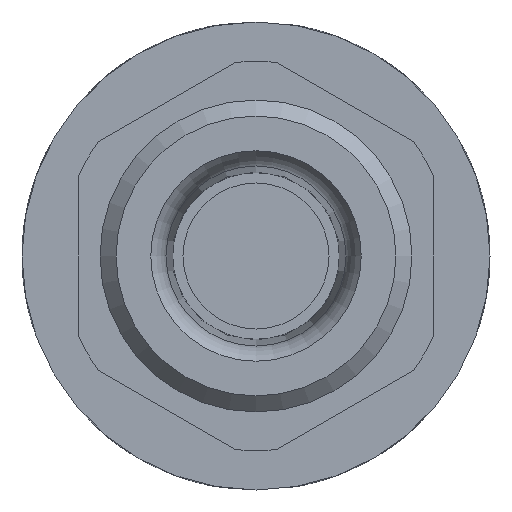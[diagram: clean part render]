
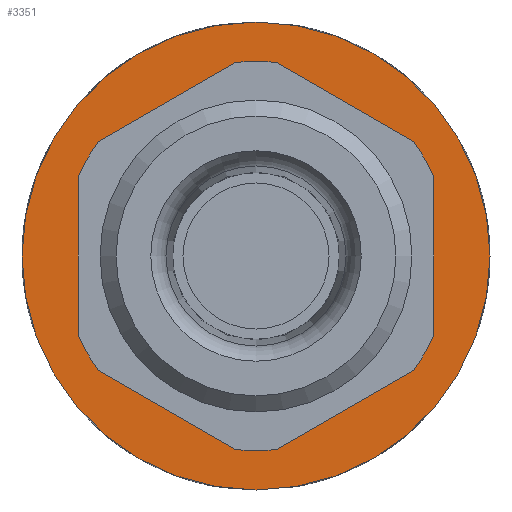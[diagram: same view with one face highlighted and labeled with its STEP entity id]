
A CAD part, front view. The second image highlights one B-rep face of the part: STEP entity #3351.
In plain terms, the highlighted planar face has unit normal (0, -1, 0).
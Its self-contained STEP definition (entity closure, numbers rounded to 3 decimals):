
#22=PLANE('',#3571);
#144=LINE('',#5282,#308);
#145=LINE('',#5283,#309);
#146=LINE('',#5284,#310);
#147=LINE('',#5285,#311);
#148=LINE('',#5286,#312);
#149=LINE('',#5287,#313);
#308=VECTOR('',#3945,1000.);
#309=VECTOR('',#3946,1000.);
#310=VECTOR('',#3947,1000.);
#311=VECTOR('',#3948,1000.);
#312=VECTOR('',#3949,1000.);
#313=VECTOR('',#3950,1000.);
#862=ORIENTED_EDGE('',*,*,#1517,.T.);
#863=ORIENTED_EDGE('',*,*,#1535,.F.);
#864=ORIENTED_EDGE('',*,*,#1566,.T.);
#865=ORIENTED_EDGE('',*,*,#1533,.F.);
#866=ORIENTED_EDGE('',*,*,#1567,.T.);
#867=ORIENTED_EDGE('',*,*,#1547,.F.);
#868=ORIENTED_EDGE('',*,*,#1568,.T.);
#869=ORIENTED_EDGE('',*,*,#1543,.F.);
#870=ORIENTED_EDGE('',*,*,#1569,.T.);
#871=ORIENTED_EDGE('',*,*,#1564,.F.);
#872=ORIENTED_EDGE('',*,*,#1570,.T.);
#873=ORIENTED_EDGE('',*,*,#1539,.F.);
#874=ORIENTED_EDGE('',*,*,#1571,.T.);
#1517=EDGE_CURVE('',#1880,#1880,#1987,.T.);
#1533=EDGE_CURVE('',#1888,#1886,#1989,.T.);
#1535=EDGE_CURVE('',#1889,#1891,#1990,.T.);
#1539=EDGE_CURVE('',#1893,#1895,#1992,.T.);
#1543=EDGE_CURVE('',#1897,#1899,#1994,.T.);
#1547=EDGE_CURVE('',#1901,#1903,#1996,.T.);
#1564=EDGE_CURVE('',#1913,#1914,#2005,.T.);
#1566=EDGE_CURVE('',#1889,#1886,#144,.T.);
#1567=EDGE_CURVE('',#1888,#1903,#145,.T.);
#1568=EDGE_CURVE('',#1901,#1899,#146,.T.);
#1569=EDGE_CURVE('',#1897,#1914,#147,.T.);
#1570=EDGE_CURVE('',#1913,#1895,#148,.T.);
#1571=EDGE_CURVE('',#1893,#1891,#149,.T.);
#1880=VERTEX_POINT('',#5181);
#1886=VERTEX_POINT('',#5205);
#1888=VERTEX_POINT('',#5209);
#1889=VERTEX_POINT('',#5213);
#1891=VERTEX_POINT('',#5216);
#1893=VERTEX_POINT('',#5222);
#1895=VERTEX_POINT('',#5225);
#1897=VERTEX_POINT('',#5231);
#1899=VERTEX_POINT('',#5234);
#1901=VERTEX_POINT('',#5240);
#1903=VERTEX_POINT('',#5243);
#1913=VERTEX_POINT('',#5277);
#1914=VERTEX_POINT('',#5279);
#1987=CIRCLE('',#3531,12.5);
#1989=CIRCLE('',#3542,10.4);
#1990=CIRCLE('',#3544,10.4);
#1992=CIRCLE('',#3547,10.4);
#1994=CIRCLE('',#3550,10.4);
#1996=CIRCLE('',#3553,10.4);
#2005=CIRCLE('',#3570,10.4);
#2066=EDGE_LOOP('',(#862));
#2067=EDGE_LOOP('',(#863,#864,#865,#866,#867,#868,#869,#870,#871,#872,#873,
#874));
#2244=FACE_BOUND('',#2066,.T.);
#2245=FACE_BOUND('',#2067,.T.);
#3351=ADVANCED_FACE('',(#2244,#2245),#22,.T.);
#3531=AXIS2_PLACEMENT_3D('',#5180,#3837,#3838);
#3542=AXIS2_PLACEMENT_3D('',#5210,#3869,#3870);
#3544=AXIS2_PLACEMENT_3D('',#5215,#3874,#3875);
#3547=AXIS2_PLACEMENT_3D('',#5224,#3882,#3883);
#3550=AXIS2_PLACEMENT_3D('',#5233,#3890,#3891);
#3553=AXIS2_PLACEMENT_3D('',#5242,#3898,#3899);
#3570=AXIS2_PLACEMENT_3D('',#5278,#3940,#3941);
#3571=AXIS2_PLACEMENT_3D('',#5281,#3943,#3944);
#3837=DIRECTION('',(0.,-1.,0.));
#3838=DIRECTION('',(0.,0.,-1.));
#3869=DIRECTION('',(0.,-1.,0.));
#3870=DIRECTION('',(0.,0.,-1.));
#3874=DIRECTION('',(0.,-1.,0.));
#3875=DIRECTION('',(0.,0.,-1.));
#3882=DIRECTION('',(0.,-1.,0.));
#3883=DIRECTION('',(0.,0.,-1.));
#3890=DIRECTION('',(0.,-1.,0.));
#3891=DIRECTION('',(0.,0.,-1.));
#3898=DIRECTION('',(0.,-1.,0.));
#3899=DIRECTION('',(0.,0.,-1.));
#3940=DIRECTION('',(0.,-1.,0.));
#3941=DIRECTION('',(0.,0.,-1.));
#3943=DIRECTION('',(0.,-1.,0.));
#3944=DIRECTION('',(0.,0.,-1.));
#3945=DIRECTION('',(0.,0.,1.));
#3946=DIRECTION('',(0.866,0.,0.5));
#3947=DIRECTION('',(0.866,0.,-0.5));
#3948=DIRECTION('',(0.,0.,-1.));
#3949=DIRECTION('',(-0.866,0.,-0.5));
#3950=DIRECTION('',(-0.866,0.,0.5));
#5180=CARTESIAN_POINT('',(0.,22.5,0.));
#5181=CARTESIAN_POINT('',(0.,22.5,-12.5));
#5205=CARTESIAN_POINT('',(-9.5,22.5,4.232));
#5209=CARTESIAN_POINT('',(-8.415,22.5,6.111));
#5210=CARTESIAN_POINT('',(0.,22.5,0.));
#5213=CARTESIAN_POINT('',(-9.5,22.5,-4.232));
#5215=CARTESIAN_POINT('',(0.,22.5,0.));
#5216=CARTESIAN_POINT('',(-8.415,22.5,-6.111));
#5222=CARTESIAN_POINT('',(-1.085,22.5,-10.343));
#5224=CARTESIAN_POINT('',(0.,22.5,0.));
#5225=CARTESIAN_POINT('',(1.085,22.5,-10.343));
#5231=CARTESIAN_POINT('',(9.5,22.5,4.232));
#5233=CARTESIAN_POINT('',(0.,22.5,0.));
#5234=CARTESIAN_POINT('',(8.415,22.5,6.111));
#5240=CARTESIAN_POINT('',(1.085,22.5,10.343));
#5242=CARTESIAN_POINT('',(0.,22.5,0.));
#5243=CARTESIAN_POINT('',(-1.085,22.5,10.343));
#5277=CARTESIAN_POINT('',(8.415,22.5,-6.111));
#5278=CARTESIAN_POINT('',(0.,22.5,0.));
#5279=CARTESIAN_POINT('',(9.5,22.5,-4.232));
#5281=CARTESIAN_POINT('',(10.4,22.5,0.));
#5282=CARTESIAN_POINT('',(-9.5,22.5,-5.485));
#5283=CARTESIAN_POINT('',(-9.5,22.5,5.485));
#5284=CARTESIAN_POINT('',(0.,22.5,10.97));
#5285=CARTESIAN_POINT('',(9.5,22.5,5.485));
#5286=CARTESIAN_POINT('',(9.5,22.5,-5.485));
#5287=CARTESIAN_POINT('',(0.,22.5,-10.97));
